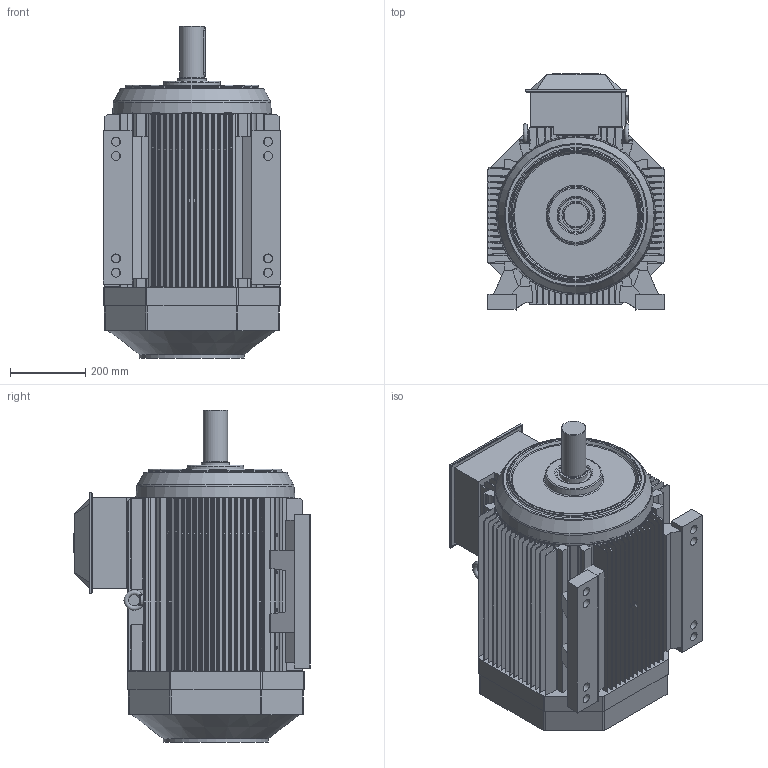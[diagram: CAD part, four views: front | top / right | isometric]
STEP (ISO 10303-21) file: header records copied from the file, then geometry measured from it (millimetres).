
FILE_DESCRIPTION((''),'2;1');
FILE_NAME('M2AA IE2 250 4-8P VOLT.CODE S B3.stp','2015-07-02T13:21:34',('sejotaa1'),(''),'Autodesk Inventor 2011','Autodesk Inventor 2011','');
FILE_SCHEMA(('AUTOMOTIVE_DESIGN { 1 0 10303 214 1 1 1 1 }'));
Length unit declared in the file: millimetre
Products named in the file (1): M2AA IE2 250 4-8P VOLT.CODE S B3
Bounding box: 473 x 628.6 x 884 mm (x, y, z)
Volume: 128943953.6 mm3; surface area: 10060295.2 mm2
Topology: 24 solids, 80 shells, 2220 faces, 5906 edges, 3910 vertices
Faces by surface type: plane 1108, cylinder 920, bspline 78, torus 60, cone 54
Full cylindrical faces by diameter (mm): 3.3 x8, 5.5 x8, 11 x2, 12 x4, 16 x4, 20 x2, 24 x16, 57 x2, 59 x2, 61.376 x2, 62 x2, 63 x6, 64.4 x4, 65 x6, 70 x2, 71 x2, 74.4 x2, 75 x2, 76 x2, 86 x2, 90 x2, 90.1 x2, 95 x2, 280.294 x2, 410 x2, 418 x4
Entity records: 78230 total; most frequent: CARTESIAN_POINT 19987, DIRECTION 11804, ORIENTED_EDGE 11232, EDGE_CURVE 5684, AXIS2_PLACEMENT_3D 4299, VERTEX_POINT 3886, VECTOR 3206, LINE 3206
